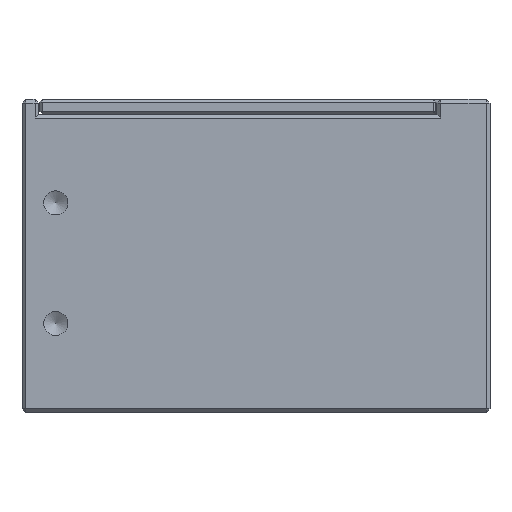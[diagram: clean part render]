
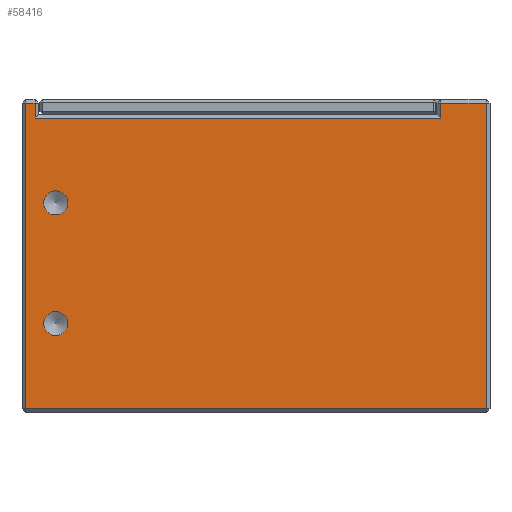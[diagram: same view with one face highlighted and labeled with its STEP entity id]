
A CAD part, left-side view. The second image highlights one B-rep face of the part: STEP entity #58416.
In plain terms, the highlighted planar face has unit normal (-1, 0, 0).
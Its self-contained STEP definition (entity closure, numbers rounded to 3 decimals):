
#26614=CIRCLE('',#55678,2.5);
#26615=CIRCLE('',#55679,2.5);
#29096=ORIENTED_EDGE('',*,*,#38229,.F.);
#29097=ORIENTED_EDGE('',*,*,#38230,.T.);
#29098=ORIENTED_EDGE('',*,*,#38231,.T.);
#29099=ORIENTED_EDGE('',*,*,#38232,.F.);
#29100=ORIENTED_EDGE('',*,*,#38226,.T.);
#29101=ORIENTED_EDGE('',*,*,#38233,.T.);
#29102=ORIENTED_EDGE('',*,*,#38234,.T.);
#29103=ORIENTED_EDGE('',*,*,#38235,.F.);
#29104=ORIENTED_EDGE('',*,*,#38236,.F.);
#29105=ORIENTED_EDGE('',*,*,#38237,.F.);
#33538=VECTOR('',#44026,1.);
#33541=VECTOR('',#44033,1.);
#33542=VECTOR('',#44034,1.);
#33543=VECTOR('',#44035,1.);
#33544=VECTOR('',#44036,1.);
#33545=VECTOR('',#44037,1.);
#33546=VECTOR('',#44038,1.);
#33547=VECTOR('',#44039,1.);
#34987=LINE('',#49911,#33538);
#34990=LINE('',#49919,#33541);
#34991=LINE('',#49921,#33542);
#34992=LINE('',#49922,#33543);
#34993=LINE('',#49924,#33544);
#34994=LINE('',#49926,#33545);
#34995=LINE('',#49928,#33546);
#34996=LINE('',#49929,#33547);
#36356=VERTEX_POINT('',#49909);
#36357=VERTEX_POINT('',#49910);
#36358=VERTEX_POINT('',#49915);
#36359=VERTEX_POINT('',#49917);
#36360=VERTEX_POINT('',#49918);
#36361=VERTEX_POINT('',#49920);
#36362=VERTEX_POINT('',#49923);
#36363=VERTEX_POINT('',#49925);
#36364=VERTEX_POINT('',#49927);
#36365=VERTEX_POINT('',#49930);
#38226=EDGE_CURVE('',#36356,#36357,#34987,.T.);
#38229=EDGE_CURVE('',#36358,#36358,#26614,.T.);
#38230=EDGE_CURVE('',#36359,#36360,#34990,.T.);
#38231=EDGE_CURVE('',#36360,#36361,#34991,.T.);
#38232=EDGE_CURVE('',#36356,#36361,#34992,.T.);
#38233=EDGE_CURVE('',#36357,#36362,#34993,.T.);
#38234=EDGE_CURVE('',#36362,#36363,#34994,.T.);
#38235=EDGE_CURVE('',#36364,#36363,#34995,.T.);
#38236=EDGE_CURVE('',#36359,#36364,#34996,.T.);
#38237=EDGE_CURVE('',#36365,#36365,#26615,.T.);
#40461=EDGE_LOOP('',(#29096));
#40462=EDGE_LOOP('',(#29097,#29098,#29099,#29100,#29101,#29102,#29103,#29104));
#40463=EDGE_LOOP('',(#29105));
#41722=FACE_BOUND('',#40461,.T.);
#41723=FACE_BOUND('',#40462,.T.);
#41724=FACE_BOUND('',#40463,.T.);
#44026=DIRECTION('',(0.,0.,-3.1));
#44029=DIRECTION('',(-1.,0.,0.));
#44030=DIRECTION('',(0.,1.,0.));
#44031=DIRECTION('',(-1.,0.,0.));
#44032=DIRECTION('',(0.,-2.5,0.));
#44033=DIRECTION('',(0.,-95.4,0.));
#44034=DIRECTION('',(0.,0.,63.4));
#44035=DIRECTION('',(0.,-9.4,0.));
#44036=DIRECTION('',(0.,84.1,0.));
#44037=DIRECTION('',(0.,0.,3.1));
#44038=DIRECTION('',(0.,-1.9,0.));
#44039=DIRECTION('',(0.,0.,63.4));
#44040=DIRECTION('',(-1.,0.,0.));
#44041=DIRECTION('',(0.,-2.5,0.));
#49909=CARTESIAN_POINT('',(0.,10.2,64.2));
#49910=CARTESIAN_POINT('',(0.,10.2,61.1));
#49911=CARTESIAN_POINT('',(0.,10.2,64.2));
#49914=CARTESIAN_POINT('',(0.,90.,40.5));
#49915=CARTESIAN_POINT('',(0.,87.5,43.5));
#49916=CARTESIAN_POINT('',(0.,90.,43.5));
#49917=CARTESIAN_POINT('',(0.,96.2,0.8));
#49918=CARTESIAN_POINT('',(0.,0.8,0.8));
#49919=CARTESIAN_POINT('',(0.,96.2,0.8));
#49920=CARTESIAN_POINT('',(0.,0.8,64.2));
#49921=CARTESIAN_POINT('',(0.,0.8,0.8));
#49922=CARTESIAN_POINT('',(0.,10.2,64.2));
#49923=CARTESIAN_POINT('',(0.,94.3,61.1));
#49924=CARTESIAN_POINT('',(0.,10.2,61.1));
#49925=CARTESIAN_POINT('',(0.,94.3,64.2));
#49926=CARTESIAN_POINT('',(0.,94.3,61.1));
#49927=CARTESIAN_POINT('',(0.,96.2,64.2));
#49928=CARTESIAN_POINT('',(0.,96.2,64.2));
#49929=CARTESIAN_POINT('',(0.,96.2,0.8));
#49930=CARTESIAN_POINT('',(0.,87.5,18.5));
#49931=CARTESIAN_POINT('',(0.,90.,18.5));
#55677=AXIS2_PLACEMENT_3D('',#49914,#44029,#44030);
#55678=AXIS2_PLACEMENT_3D('',#49916,#44031,#44032);
#55679=AXIS2_PLACEMENT_3D('',#49931,#44040,#44041);
#57653=PLANE('',#55677);
#58416=ADVANCED_FACE('',(#41722,#41723,#41724),#57653,.T.);
